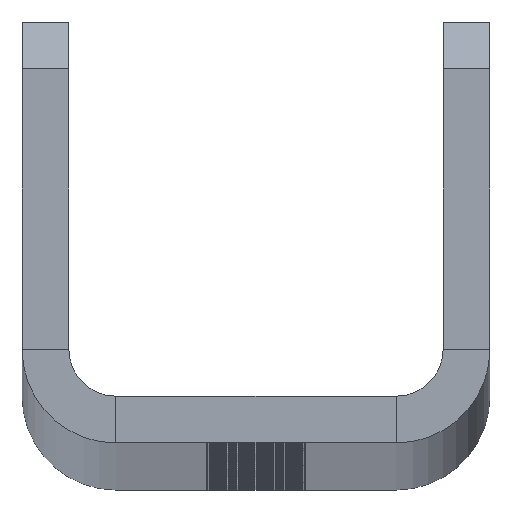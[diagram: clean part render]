
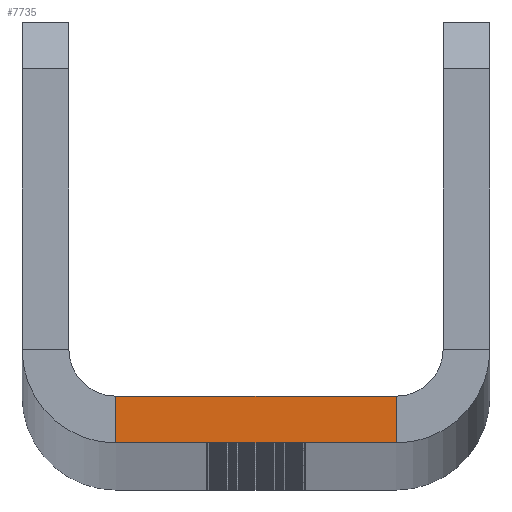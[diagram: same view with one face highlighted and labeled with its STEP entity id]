
A CAD part, top view. The second image highlights one B-rep face of the part: STEP entity #7735.
In plain terms, the highlighted planar face has unit normal (0, 0, 1).
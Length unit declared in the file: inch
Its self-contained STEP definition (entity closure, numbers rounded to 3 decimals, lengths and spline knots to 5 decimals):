
#1584 = FACE_OUTER_BOUND ( 'NONE', #8352, .T. ) ;
#1819 = LINE ( 'NONE', #14071, #15087 ) ;
#1953 = CARTESIAN_POINT ( 'NONE',  ( 0.875, -0.125, 72. ) ) ;
#1961 = ORIENTED_EDGE ( 'NONE', *, *, #13697, .T. ) ;
#2700 = PLANE ( 'NONE',  #8729 ) ;
#2816 = EDGE_CURVE ( 'NONE', #8563, #16303, #1819, .T. ) ;
#3994 = LINE ( 'NONE', #7913, #5583 ) ;
#4604 = VECTOR ( 'NONE', #5810, 39.37008 ) ;
#5220 = LINE ( 'NONE', #6885, #4604 ) ;
#5263 = CARTESIAN_POINT ( 'NONE',  ( 0.125, 0., 72. ) ) ;
#5583 = VECTOR ( 'NONE', #8191, 39.37008 ) ;
#5647 = VERTEX_POINT ( 'NONE', #11371 ) ;
#5726 = LINE ( 'NONE', #9243, #10363 ) ;
#5810 = DIRECTION ( 'NONE',  ( 0., -1., 0. ) ) ;
#6339 = ORIENTED_EDGE ( 'NONE', *, *, #14501, .F. ) ;
#6885 = CARTESIAN_POINT ( 'NONE',  ( 0.125, 0., 72. ) ) ;
#7735 = ADVANCED_FACE ( 'NONE', ( #1584 ), #2700, .T. ) ;
#7913 = CARTESIAN_POINT ( 'NONE',  ( 0., 0., 72. ) ) ;
#8191 = DIRECTION ( 'NONE',  ( 1., 0., 0. ) ) ;
#8352 = EDGE_LOOP ( 'NONE', ( #6339, #1961, #15704, #16488 ) ) ;
#8480 = EDGE_CURVE ( 'NONE', #5647, #8563, #5726, .T. ) ;
#8563 = VERTEX_POINT ( 'NONE', #1953 ) ;
#8729 = AXIS2_PLACEMENT_3D ( 'NONE', #12760, #11577, #14077 ) ;
#9243 = CARTESIAN_POINT ( 'NONE',  ( 0., -0.125, 72. ) ) ;
#10019 = CARTESIAN_POINT ( 'NONE',  ( 0.875, 0., 72. ) ) ;
#10363 = VECTOR ( 'NONE', #10613, 39.37008 ) ;
#10613 = DIRECTION ( 'NONE',  ( 1., 0., 0. ) ) ;
#11371 = CARTESIAN_POINT ( 'NONE',  ( 0.125, -0.125, 72. ) ) ;
#11577 = DIRECTION ( 'NONE',  ( 0., 0., 1. ) ) ;
#12760 = CARTESIAN_POINT ( 'NONE',  ( -0.125, 0.125, 72. ) ) ;
#12871 = DIRECTION ( 'NONE',  ( 0., 1., 0. ) ) ;
#13697 = EDGE_CURVE ( 'NONE', #15891, #5647, #5220, .T. ) ;
#14071 = CARTESIAN_POINT ( 'NONE',  ( 0.875, -0.125, 72. ) ) ;
#14077 = DIRECTION ( 'NONE',  ( 1., 0., 0. ) ) ;
#14501 = EDGE_CURVE ( 'NONE', #15891, #16303, #3994, .T. ) ;
#15087 = VECTOR ( 'NONE', #12871, 39.37008 ) ;
#15704 = ORIENTED_EDGE ( 'NONE', *, *, #8480, .T. ) ;
#15891 = VERTEX_POINT ( 'NONE', #5263 ) ;
#16303 = VERTEX_POINT ( 'NONE', #10019 ) ;
#16488 = ORIENTED_EDGE ( 'NONE', *, *, #2816, .T. ) ;
